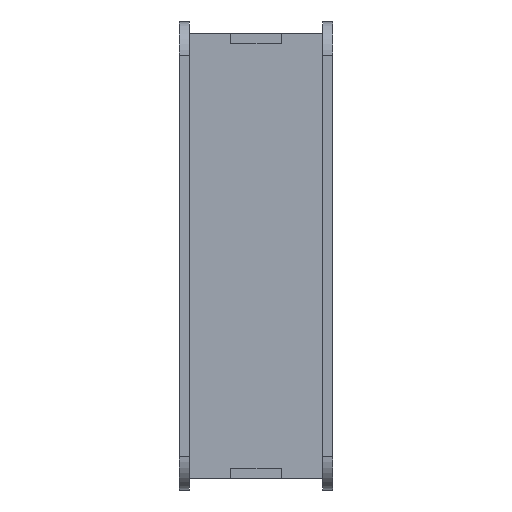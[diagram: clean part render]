
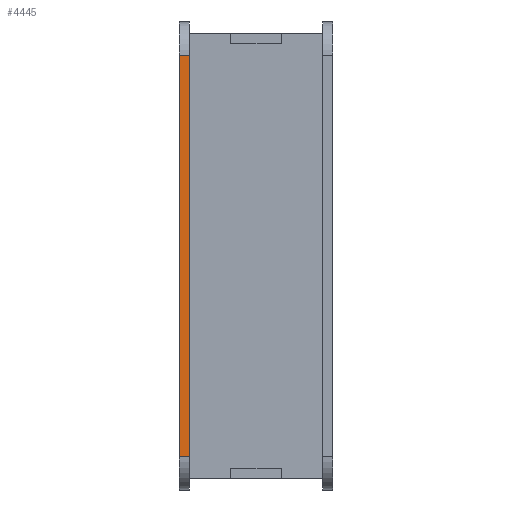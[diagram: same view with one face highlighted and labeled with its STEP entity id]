
A CAD part, left-side view. The second image highlights one B-rep face of the part: STEP entity #4445.
In plain terms, the highlighted planar face has unit normal (-1, 0, 0).
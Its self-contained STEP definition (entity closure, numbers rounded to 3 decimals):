
#10 = VERTEX_POINT ( 'NONE', #7914 ) ;
#347 = PLANE ( 'NONE',  #1913 ) ;
#561 = DIRECTION ( 'NONE',  ( 0., 0., -1. ) ) ;
#1191 = CARTESIAN_POINT ( 'NONE',  ( -90., 0., -60. ) ) ;
#1478 = EDGE_LOOP ( 'NONE', ( #1717, #2222, #2885, #5325 ) ) ;
#1660 = EDGE_CURVE ( 'NONE', #5673, #4151, #3427, .T. ) ;
#1717 = ORIENTED_EDGE ( 'NONE', *, *, #4694, .T. ) ;
#1743 = LINE ( 'NONE', #6525, #2711 ) ;
#1900 = VECTOR ( 'NONE', #6526, 1000. ) ;
#1913 = AXIS2_PLACEMENT_3D ( 'NONE', #7307, #6679, #561 ) ;
#2222 = ORIENTED_EDGE ( 'NONE', *, *, #4315, .F. ) ;
#2612 = VECTOR ( 'NONE', #6197, 1000. ) ;
#2636 = VERTEX_POINT ( 'NONE', #1191 ) ;
#2711 = VECTOR ( 'NONE', #4093, 1000. ) ;
#2736 = CARTESIAN_POINT ( 'NONE',  ( -90., 3., -60. ) ) ;
#2885 = ORIENTED_EDGE ( 'NONE', *, *, #1660, .F. ) ;
#3427 = LINE ( 'NONE', #2736, #1900 ) ;
#3504 = CARTESIAN_POINT ( 'NONE',  ( -90., 3., -60. ) ) ;
#4093 = DIRECTION ( 'NONE',  ( 0., -1., 0. ) ) ;
#4151 = VERTEX_POINT ( 'NONE', #7076 ) ;
#4248 = LINE ( 'NONE', #7978, #2612 ) ;
#4315 = EDGE_CURVE ( 'NONE', #4151, #10, #1743, .T. ) ;
#4445 = ADVANCED_FACE ( 'NONE', ( #5818 ), #347, .F. ) ;
#4619 = VECTOR ( 'NONE', #7935, 1000. ) ;
#4694 = EDGE_CURVE ( 'NONE', #2636, #10, #4248, .T. ) ;
#5230 = CARTESIAN_POINT ( 'NONE',  ( -90., 3., -60. ) ) ;
#5325 = ORIENTED_EDGE ( 'NONE', *, *, #5842, .T. ) ;
#5673 = VERTEX_POINT ( 'NONE', #5230 ) ;
#5818 = FACE_OUTER_BOUND ( 'NONE', #1478, .T. ) ;
#5842 = EDGE_CURVE ( 'NONE', #5673, #2636, #6565, .T. ) ;
#6197 = DIRECTION ( 'NONE',  ( 0., 0., 1. ) ) ;
#6525 = CARTESIAN_POINT ( 'NONE',  ( -90., 3., 60. ) ) ;
#6526 = DIRECTION ( 'NONE',  ( 0., 0., 1. ) ) ;
#6565 = LINE ( 'NONE', #3504, #4619 ) ;
#6679 = DIRECTION ( 'NONE',  ( 1., 0., 0. ) ) ;
#7076 = CARTESIAN_POINT ( 'NONE',  ( -90., 3., 60. ) ) ;
#7307 = CARTESIAN_POINT ( 'NONE',  ( -90., 3., -60. ) ) ;
#7914 = CARTESIAN_POINT ( 'NONE',  ( -90., 0., 60. ) ) ;
#7935 = DIRECTION ( 'NONE',  ( 0., -1., 0. ) ) ;
#7978 = CARTESIAN_POINT ( 'NONE',  ( -90., 0., -60. ) ) ;
